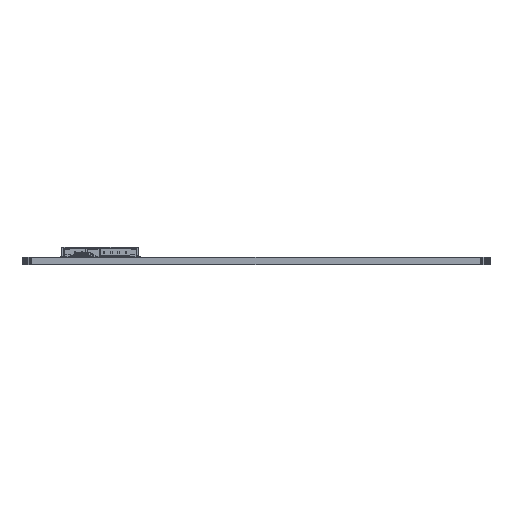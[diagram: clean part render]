
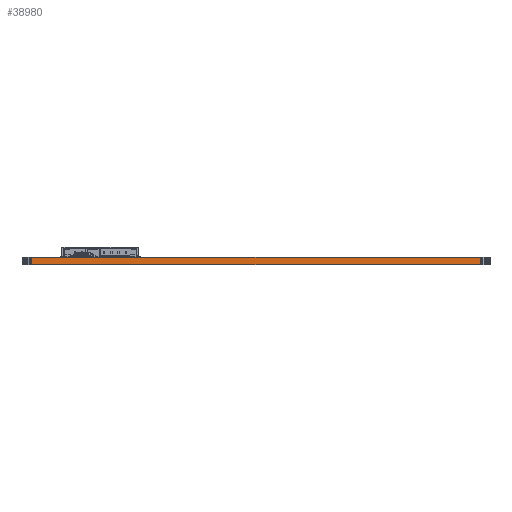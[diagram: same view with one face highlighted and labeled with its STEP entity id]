
A CAD part, left-side view. The second image highlights one B-rep face of the part: STEP entity #38980.
In plain terms, the highlighted planar face has unit normal (-1, 0, 0).
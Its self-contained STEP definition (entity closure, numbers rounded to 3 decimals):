
#35172 = PLANE('',#35173);
#35173 = AXIS2_PLACEMENT_3D('',#35174,#35175,#35176);
#35174 = CARTESIAN_POINT('',(39.2,48.,1.6));
#35175 = DIRECTION('',(-0.,-0.,-1.));
#35176 = DIRECTION('',(-1.,0.,0.));
#35226 = PLANE('',#35227);
#35227 = AXIS2_PLACEMENT_3D('',#35228,#35229,#35230);
#35228 = CARTESIAN_POINT('',(39.2,48.,0.));
#35229 = DIRECTION('',(-0.,-0.,-1.));
#35230 = DIRECTION('',(-1.,0.,0.));
#36259 = VERTEX_POINT('',#36260);
#36260 = CARTESIAN_POINT('',(0.7,2.,0.));
#36274 = PLANE('',#36275);
#36275 = AXIS2_PLACEMENT_3D('',#36276,#36277,#36278);
#36276 = CARTESIAN_POINT('',(0.72,1.715,0.));
#36277 = DIRECTION('',(-0.997,-0.071,0.));
#36278 = DIRECTION('',(-0.071,0.997,0.));
#36286 = EDGE_CURVE('',#36259,#36287,#36289,.T.);
#36287 = VERTEX_POINT('',#36288);
#36288 = CARTESIAN_POINT('',(0.7,94.,0.));
#36289 = SURFACE_CURVE('',#36290,(#36294,#36301),.PCURVE_S1.);
#36290 = LINE('',#36291,#36292);
#36291 = CARTESIAN_POINT('',(0.7,2.,0.));
#36292 = VECTOR('',#36293,1.);
#36293 = DIRECTION('',(0.,1.,0.));
#36294 = PCURVE('',#35226,#36295);
#36295 = DEFINITIONAL_REPRESENTATION('',(#36296),#36300);
#36296 = LINE('',#36297,#36298);
#36297 = CARTESIAN_POINT('',(38.5,-46.));
#36298 = VECTOR('',#36299,1.);
#36299 = DIRECTION('',(0.,1.));
#36300 = ( GEOMETRIC_REPRESENTATION_CONTEXT(2) 
PARAMETRIC_REPRESENTATION_CONTEXT() REPRESENTATION_CONTEXT('2D SPACE',''
  ) );
#36301 = PCURVE('',#36302,#36307);
#36302 = PLANE('',#36303);
#36303 = AXIS2_PLACEMENT_3D('',#36304,#36305,#36306);
#36304 = CARTESIAN_POINT('',(0.7,2.,0.));
#36305 = DIRECTION('',(-1.,0.,0.));
#36306 = DIRECTION('',(0.,1.,0.));
#36307 = DEFINITIONAL_REPRESENTATION('',(#36308),#36312);
#36308 = LINE('',#36309,#36310);
#36309 = CARTESIAN_POINT('',(0.,0.));
#36310 = VECTOR('',#36311,1.);
#36311 = DIRECTION('',(1.,0.));
#36312 = ( GEOMETRIC_REPRESENTATION_CONTEXT(2) 
PARAMETRIC_REPRESENTATION_CONTEXT() REPRESENTATION_CONTEXT('2D SPACE',''
  ) );
#36330 = PLANE('',#36331);
#36331 = AXIS2_PLACEMENT_3D('',#36332,#36333,#36334);
#36332 = CARTESIAN_POINT('',(0.7,94.,0.));
#36333 = DIRECTION('',(-0.997,0.071,0.));
#36334 = DIRECTION('',(0.071,0.997,0.));
#37713 = VERTEX_POINT('',#37714);
#37714 = CARTESIAN_POINT('',(0.7,2.,1.6));
#37735 = EDGE_CURVE('',#37713,#37736,#37738,.T.);
#37736 = VERTEX_POINT('',#37737);
#37737 = CARTESIAN_POINT('',(0.7,94.,1.6));
#37738 = SURFACE_CURVE('',#37739,(#37743,#37750),.PCURVE_S1.);
#37739 = LINE('',#37740,#37741);
#37740 = CARTESIAN_POINT('',(0.7,2.,1.6));
#37741 = VECTOR('',#37742,1.);
#37742 = DIRECTION('',(0.,1.,0.));
#37743 = PCURVE('',#35172,#37744);
#37744 = DEFINITIONAL_REPRESENTATION('',(#37745),#37749);
#37745 = LINE('',#37746,#37747);
#37746 = CARTESIAN_POINT('',(38.5,-46.));
#37747 = VECTOR('',#37748,1.);
#37748 = DIRECTION('',(0.,1.));
#37749 = ( GEOMETRIC_REPRESENTATION_CONTEXT(2) 
PARAMETRIC_REPRESENTATION_CONTEXT() REPRESENTATION_CONTEXT('2D SPACE',''
  ) );
#37750 = PCURVE('',#36302,#37751);
#37751 = DEFINITIONAL_REPRESENTATION('',(#37752),#37756);
#37752 = LINE('',#37753,#37754);
#37753 = CARTESIAN_POINT('',(0.,-1.6));
#37754 = VECTOR('',#37755,1.);
#37755 = DIRECTION('',(1.,0.));
#37756 = ( GEOMETRIC_REPRESENTATION_CONTEXT(2) 
PARAMETRIC_REPRESENTATION_CONTEXT() REPRESENTATION_CONTEXT('2D SPACE',''
  ) );
#38930 = EDGE_CURVE('',#36287,#37736,#38931,.T.);
#38931 = SURFACE_CURVE('',#38932,(#38936,#38943),.PCURVE_S1.);
#38932 = LINE('',#38933,#38934);
#38933 = CARTESIAN_POINT('',(0.7,94.,0.));
#38934 = VECTOR('',#38935,1.);
#38935 = DIRECTION('',(0.,0.,1.));
#38936 = PCURVE('',#36330,#38937);
#38937 = DEFINITIONAL_REPRESENTATION('',(#38938),#38942);
#38938 = LINE('',#38939,#38940);
#38939 = CARTESIAN_POINT('',(0.,0.));
#38940 = VECTOR('',#38941,1.);
#38941 = DIRECTION('',(0.,-1.));
#38942 = ( GEOMETRIC_REPRESENTATION_CONTEXT(2) 
PARAMETRIC_REPRESENTATION_CONTEXT() REPRESENTATION_CONTEXT('2D SPACE',''
  ) );
#38943 = PCURVE('',#36302,#38944);
#38944 = DEFINITIONAL_REPRESENTATION('',(#38945),#38949);
#38945 = LINE('',#38946,#38947);
#38946 = CARTESIAN_POINT('',(92.,0.));
#38947 = VECTOR('',#38948,1.);
#38948 = DIRECTION('',(0.,-1.));
#38949 = ( GEOMETRIC_REPRESENTATION_CONTEXT(2) 
PARAMETRIC_REPRESENTATION_CONTEXT() REPRESENTATION_CONTEXT('2D SPACE',''
  ) );
#38980 = ADVANCED_FACE('',(#38981),#36302,.T.);
#38981 = FACE_BOUND('',#38982,.T.);
#38982 = EDGE_LOOP('',(#38983,#39004,#39005,#39006));
#38983 = ORIENTED_EDGE('',*,*,#38984,.T.);
#38984 = EDGE_CURVE('',#36259,#37713,#38985,.T.);
#38985 = SURFACE_CURVE('',#38986,(#38990,#38997),.PCURVE_S1.);
#38986 = LINE('',#38987,#38988);
#38987 = CARTESIAN_POINT('',(0.7,2.,0.));
#38988 = VECTOR('',#38989,1.);
#38989 = DIRECTION('',(0.,0.,1.));
#38990 = PCURVE('',#36302,#38991);
#38991 = DEFINITIONAL_REPRESENTATION('',(#38992),#38996);
#38992 = LINE('',#38993,#38994);
#38993 = CARTESIAN_POINT('',(0.,0.));
#38994 = VECTOR('',#38995,1.);
#38995 = DIRECTION('',(0.,-1.));
#38996 = ( GEOMETRIC_REPRESENTATION_CONTEXT(2) 
PARAMETRIC_REPRESENTATION_CONTEXT() REPRESENTATION_CONTEXT('2D SPACE',''
  ) );
#38997 = PCURVE('',#36274,#38998);
#38998 = DEFINITIONAL_REPRESENTATION('',(#38999),#39003);
#38999 = LINE('',#39000,#39001);
#39000 = CARTESIAN_POINT('',(0.285,0.));
#39001 = VECTOR('',#39002,1.);
#39002 = DIRECTION('',(0.,-1.));
#39003 = ( GEOMETRIC_REPRESENTATION_CONTEXT(2) 
PARAMETRIC_REPRESENTATION_CONTEXT() REPRESENTATION_CONTEXT('2D SPACE',''
  ) );
#39004 = ORIENTED_EDGE('',*,*,#37735,.T.);
#39005 = ORIENTED_EDGE('',*,*,#38930,.F.);
#39006 = ORIENTED_EDGE('',*,*,#36286,.F.);
